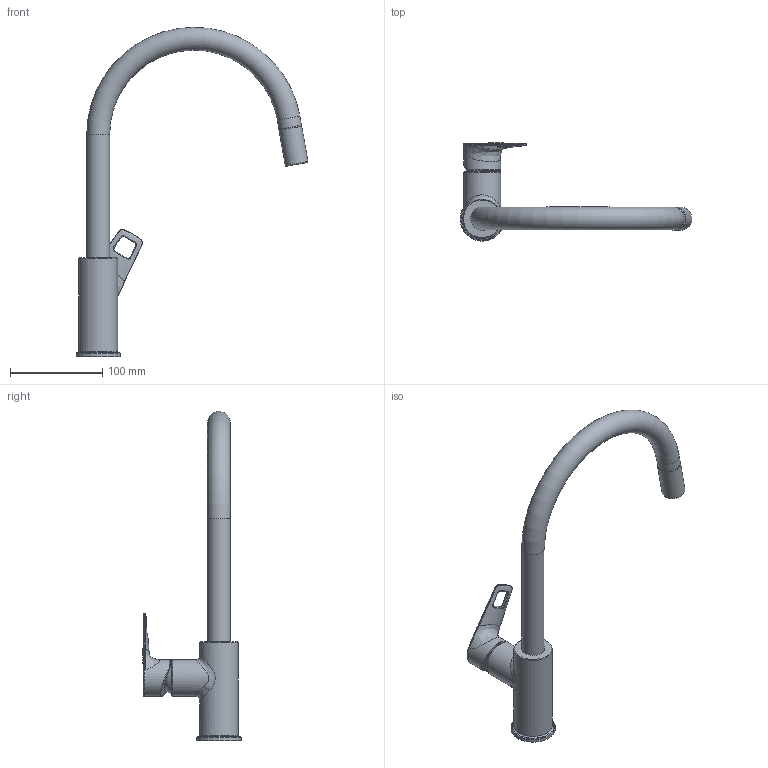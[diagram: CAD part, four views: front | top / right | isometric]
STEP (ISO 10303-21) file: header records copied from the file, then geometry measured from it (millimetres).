
FILE_DESCRIPTION(/* description */ ('Unknown'),/* implementation_level */ '2;1');
FILE_NAME(/* name */ '30558000',/* time_stamp */ '2022-10-06T04:52:51+02:00',/* author */ ('Unknown'),/* organization */ ('GROHE AG'),/* preprocessor_version */ 'ST-DEVELOPER v16.7',/* originating_system */ 'DEX',/* authorisation */ $);
FILE_SCHEMA (('AUTOMOTIVE_DESIGN {1 0 10303 214 3 1 1}'));
Length unit declared in the file: millimetre
Products named in the file (3): 30558000; id11; 413007038_GRIFF_LEVER_100092344
Assembly tree (2 placements, depth 2):
  30558000
    id11
    413007038_GRIFF_LEVER_100092344
Bounding box: 251.41 x 106.34 x 357.04 mm (x, y, z)
Volume: 191946.8 mm3; surface area: 70894.7 mm2
Topology: 1 solids, 5 shells, 76 faces, 175 edges, 106 vertices
Faces by surface type: bspline 43, cylinder 11, plane 11, torus 9, cone 1, sphere 1
Full cylindrical faces by diameter (mm): 24.8 x3, 25 x1, 40 x2, 42 x1, 48 x1
Entity records: 9414 total; most frequent: CARTESIAN_POINT 7991, ORIENTED_EDGE 293, DIRECTION 178, EDGE_CURVE 149, VERTEX_POINT 99, EDGE_LOOP 99, FACE_BOUND 99, B_SPLINE_CURVE_WITH_KNOTS 89
